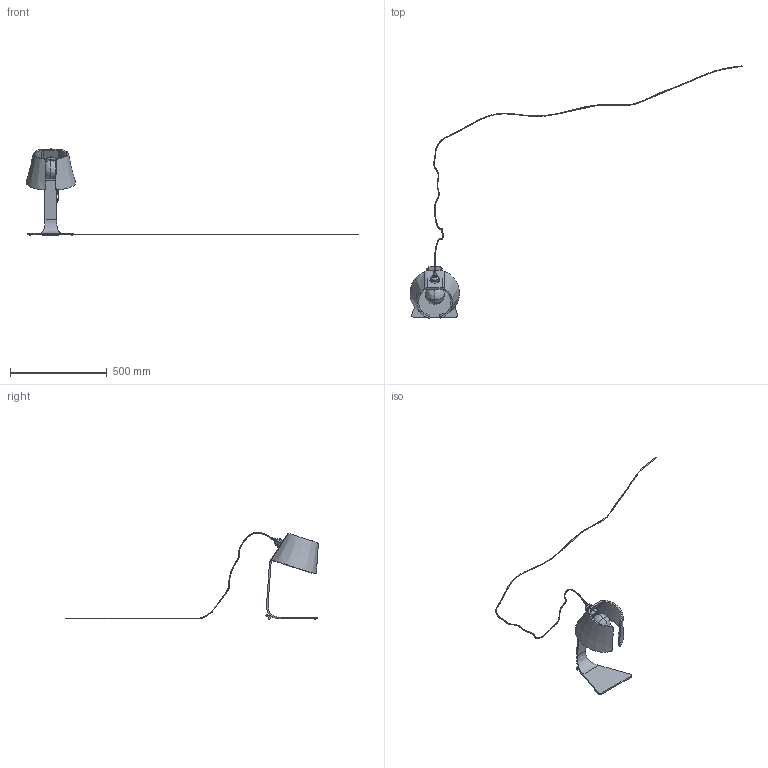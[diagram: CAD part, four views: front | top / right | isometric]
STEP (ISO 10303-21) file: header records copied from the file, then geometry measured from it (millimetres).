
FILE_DESCRIPTION(/* description */ (''),/* implementation_level */ '2;1');
FILE_NAME(/* name */ 'LA001 - Lampada L''astra',/* time_stamp */ '2012-06-20T18:00:00+02:00',/* author */ (''),/* organization */ (''),/* preprocessor_version */ 'ST-DEVELOPER v10',/* originating_system */ '',/* authorisation */ '');
FILE_SCHEMA (('CONFIG_CONTROL_DESIGN'));
Length unit declared in the file: millimetre
Products named in the file (1): 1
Bounding box: 1718.49 x 1307.09 x 450.19 mm (x, y, z)
Volume: 1869535.4 mm3; surface area: 419606.4 mm2
Topology: 11 solids, 12 shells, 197 faces, 402 edges, 231 vertices
Faces by surface type: bspline 161, plane 36
Entity records: 10242 total; most frequent: CARTESIAN_POINT 7787, ORIENTED_EDGE 801, EDGE_CURVE 401, VERTEX_POINT 231, EDGE_LOOP 205, ADVANCED_FACE 197, FACE_OUTER_BOUND 197, B_SPLINE_CURVE_WITH_KNOTS 147
